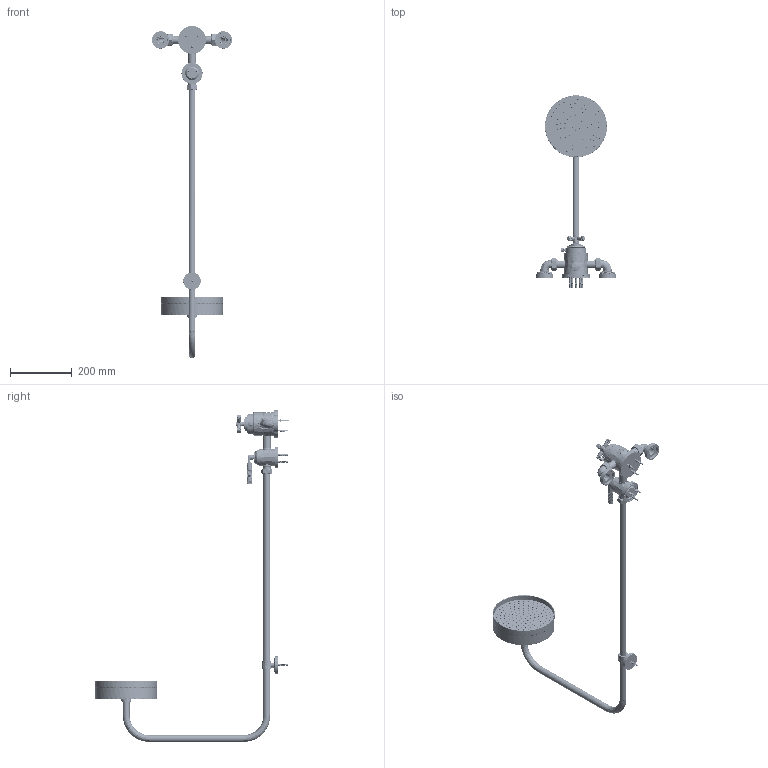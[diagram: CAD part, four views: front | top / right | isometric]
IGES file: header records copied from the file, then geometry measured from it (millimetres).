
Global section: file name: V7KA7XLK; native system: Autodesk Inventor 2020; preprocessor: unknown; author: adaniels; date: 20220131.122714; units: millimetre
Bounding box: 259.17 x 625.1 x 1071.98 mm (x, y, z)
Volume: 2204046 mm3; surface area: 677341.6 mm2
Topology: 129 solids, 133 shells, 27458 faces, 61301 edges, 34518 vertices
Faces by surface type: bspline 27458
